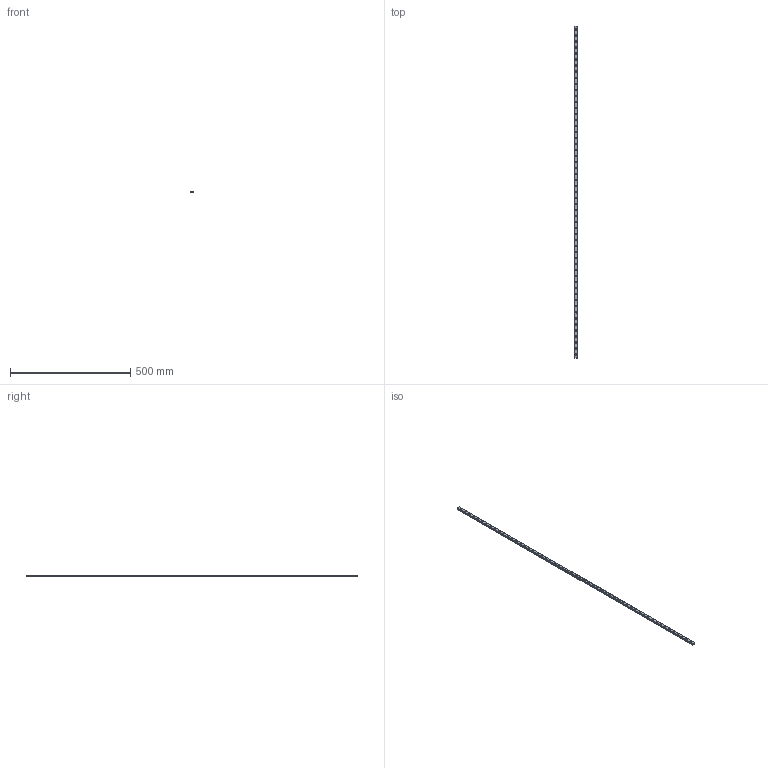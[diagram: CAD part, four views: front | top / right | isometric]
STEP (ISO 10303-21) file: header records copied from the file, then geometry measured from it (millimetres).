
FILE_DESCRIPTION(('STEP AP214'),'1');
FILE_NAME('cctmp_451403F3-5D0D-4DFC-8606-7C7D097325E6_2021_02_19_11_22_22_0716..stp','2021-02-19T10:22:22',('HIWIN GmbH'),('CADClick - www.CADClick.com'),'Spatial InterOp 3D',' ','unknown authorization');
FILE_SCHEMA(('AUTOMOTIVE_DESIGN'));
Length unit declared in the file: millimetre
Products named in the file (1): MGNR12R1380CM_FILE
Bounding box: 12 x 1380 x 8 mm (x, y, z)
Volume: 118221.8 mm3; surface area: 68622.1 mm2
Topology: 1 solids, 1 shells, 590 faces, 1257 edges, 838 vertices
Faces by surface type: cylinder 346, plane 244
Entity records: 20977 total; most frequent: DIRECTION 3131, CARTESIAN_POINT 2686, ORIENTED_EDGE 2514, AXIS2_PLACEMENT_3D 1283, EDGE_CURVE 1257, VERTEX_POINT 838, EDGE_LOOP 759, CIRCLE 692
